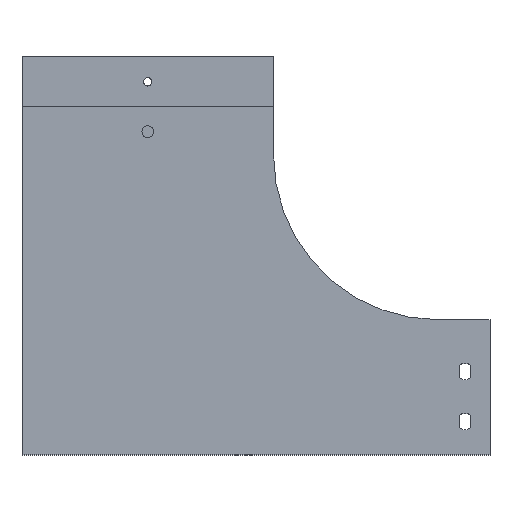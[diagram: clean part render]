
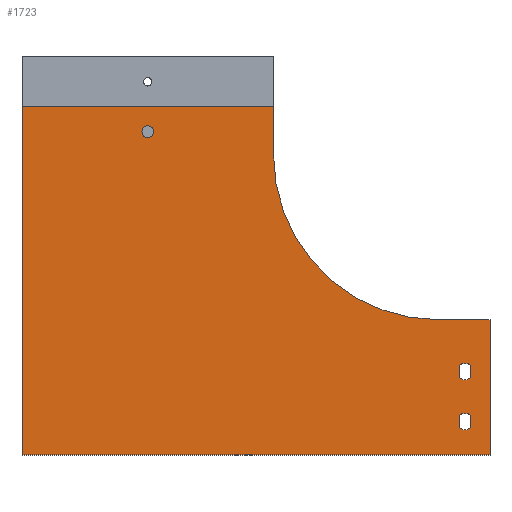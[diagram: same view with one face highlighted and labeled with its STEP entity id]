
A CAD part, top view. The second image highlights one B-rep face of the part: STEP entity #1723.
In plain terms, the highlighted planar face has unit normal (0, 0, 1).
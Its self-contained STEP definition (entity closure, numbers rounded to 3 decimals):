
#201 = EDGE_CURVE ( 'NONE', #518, #562, #789, .T. ) ;
#202 = EDGE_CURVE ( 'NONE', #562, #556, #798, .T. ) ;
#203 = EDGE_CURVE ( 'NONE', #556, #557, #786, .T. ) ;
#204 = EDGE_CURVE ( 'NONE', #557, #553, #785, .T. ) ;
#205 = EDGE_CURVE ( 'NONE', #553, #551, #783, .T. ) ;
#206 = EDGE_CURVE ( 'NONE', #551, #552, #780, .T. ) ;
#207 = EDGE_CURVE ( 'NONE', #552, #518, #778, .T. ) ;
#208 = EDGE_CURVE ( 'NONE', #548, #549, #777, .T. ) ;
#209 = EDGE_CURVE ( 'NONE', #559, #548, #775, .T. ) ;
#210 = EDGE_CURVE ( 'NONE', #550, #559, #773, .T. ) ;
#211 = EDGE_CURVE ( 'NONE', #549, #550, #772, .T. ) ;
#212 = EDGE_CURVE ( 'NONE', #560, #545, #770, .T. ) ;
#213 = EDGE_CURVE ( 'NONE', #520, #560, #769, .T. ) ;
#214 = EDGE_CURVE ( 'NONE', #541, #520, #767, .T. ) ;
#215 = EDGE_CURVE ( 'NONE', #545, #541, #766, .T. ) ;
#216 = EDGE_CURVE ( 'NONE', #717, #717, #764, .T. ) ;
#247 = AXIS2_PLACEMENT_3D ( 'NONE', #1360, #1366, #1369 ) ;
#338 = ORIENTED_EDGE ( 'NONE', *, *, #216, .T. ) ;
#387 = ORIENTED_EDGE ( 'NONE', *, *, #201, .T. ) ;
#390 = ORIENTED_EDGE ( 'NONE', *, *, #214, .F. ) ;
#391 = ORIENTED_EDGE ( 'NONE', *, *, #210, .F. ) ;
#392 = ORIENTED_EDGE ( 'NONE', *, *, #205, .T. ) ;
#393 = ORIENTED_EDGE ( 'NONE', *, *, #208, .F. ) ;
#400 = ORIENTED_EDGE ( 'NONE', *, *, #206, .T. ) ;
#401 = ORIENTED_EDGE ( 'NONE', *, *, #204, .T. ) ;
#404 = ORIENTED_EDGE ( 'NONE', *, *, #209, .F. ) ;
#422 = ORIENTED_EDGE ( 'NONE', *, *, #215, .F. ) ;
#423 = ORIENTED_EDGE ( 'NONE', *, *, #202, .T. ) ;
#424 = ORIENTED_EDGE ( 'NONE', *, *, #207, .T. ) ;
#425 = ORIENTED_EDGE ( 'NONE', *, *, #211, .F. ) ;
#426 = ORIENTED_EDGE ( 'NONE', *, *, #203, .T. ) ;
#427 = ORIENTED_EDGE ( 'NONE', *, *, #213, .F. ) ;
#428 = ORIENTED_EDGE ( 'NONE', *, *, #212, .F. ) ;
#435 = EDGE_LOOP ( 'NONE', ( #393, #404, #391, #425 ) ) ;
#451 = EDGE_LOOP ( 'NONE', ( #387, #423, #426, #401, #392, #400, #424 ) ) ;
#453 = EDGE_LOOP ( 'NONE', ( #338 ) ) ;
#461 = EDGE_LOOP ( 'NONE', ( #428, #427, #390, #422 ) ) ;
#518 = VERTEX_POINT ( 'NONE', #1561 ) ;
#520 = VERTEX_POINT ( 'NONE', #1570 ) ;
#541 = VERTEX_POINT ( 'NONE', #1535 ) ;
#545 = VERTEX_POINT ( 'NONE', #1531 ) ;
#548 = VERTEX_POINT ( 'NONE', #1528 ) ;
#549 = VERTEX_POINT ( 'NONE', #1527 ) ;
#550 = VERTEX_POINT ( 'NONE', #1526 ) ;
#551 = VERTEX_POINT ( 'NONE', #1525 ) ;
#552 = VERTEX_POINT ( 'NONE', #1524 ) ;
#553 = VERTEX_POINT ( 'NONE', #1523 ) ;
#556 = VERTEX_POINT ( 'NONE', #1520 ) ;
#557 = VERTEX_POINT ( 'NONE', #1518 ) ;
#559 = VERTEX_POINT ( 'NONE', #1515 ) ;
#560 = VERTEX_POINT ( 'NONE', #1514 ) ;
#562 = VERTEX_POINT ( 'NONE', #1512 ) ;
#667 = FACE_BOUND ( 'NONE', #453, .T. ) ;
#670 = FACE_BOUND ( 'NONE', #461, .T. ) ;
#671 = FACE_OUTER_BOUND ( 'NONE', #451, .T. ) ;
#674 = FACE_BOUND ( 'NONE', #435, .T. ) ;
#717 = VERTEX_POINT ( 'NONE', #1420 ) ;
#764 = CIRCLE ( 'NONE', #1123, 3.5 ) ;
#765 = VECTOR ( 'NONE', #1574, 1000. ) ;
#766 = CIRCLE ( 'NONE', #1124, 5. ) ;
#767 = LINE ( 'NONE', #1575, #765 ) ;
#768 = VECTOR ( 'NONE', #1579, 1000. ) ;
#769 = CIRCLE ( 'NONE', #1126, 5. ) ;
#770 = LINE ( 'NONE', #1580, #768 ) ;
#771 = VECTOR ( 'NONE', #1586, 1000. ) ;
#772 = CIRCLE ( 'NONE', #1127, 5. ) ;
#773 = LINE ( 'NONE', #1587, #771 ) ;
#774 = VECTOR ( 'NONE', #1581, 1000. ) ;
#775 = CIRCLE ( 'NONE', #1128, 5. ) ;
#776 = VECTOR ( 'NONE', #1600, 1000. ) ;
#777 = LINE ( 'NONE', #1582, #774 ) ;
#778 = LINE ( 'NONE', #1599, #776 ) ;
#779 = VECTOR ( 'NONE', #1588, 1000. ) ;
#780 = CIRCLE ( 'NONE', #1129, 99. ) ;
#781 = VECTOR ( 'NONE', #1590, 1000. ) ;
#783 = LINE ( 'NONE', #1589, #779 ) ;
#784 = VECTOR ( 'NONE', #1592, 1000. ) ;
#785 = LINE ( 'NONE', #1591, #781 ) ;
#786 = LINE ( 'NONE', #1593, #784 ) ;
#787 = VECTOR ( 'NONE', #1595, 1000. ) ;
#788 = VECTOR ( 'NONE', #1605, 1000. ) ;
#789 = LINE ( 'NONE', #1604, #787 ) ;
#798 = LINE ( 'NONE', #1594, #788 ) ;
#1123 = AXIS2_PLACEMENT_3D ( 'NONE', #1559, #1558, #1557 ) ;
#1124 = AXIS2_PLACEMENT_3D ( 'NONE', #1564, #1563, #1562 ) ;
#1126 = AXIS2_PLACEMENT_3D ( 'NONE', #1569, #1568, #1567 ) ;
#1127 = AXIS2_PLACEMENT_3D ( 'NONE', #1573, #1572, #1571 ) ;
#1128 = AXIS2_PLACEMENT_3D ( 'NONE', #1578, #1577, #1576 ) ;
#1129 = AXIS2_PLACEMENT_3D ( 'NONE', #1585, #1584, #1583 ) ;
#1360 = CARTESIAN_POINT ( 'NONE',  ( 250., 180., 1. ) ) ;
#1364 = PLANE ( 'NONE',  #247 ) ;
#1366 = DIRECTION ( 'NONE',  ( 0., 0., -1. ) ) ;
#1369 = DIRECTION ( 'NONE',  ( -1., 0., 0. ) ) ;
#1420 = CARTESIAN_POINT ( 'NONE',  ( 72., 194., 1. ) ) ;
#1512 = CARTESIAN_POINT ( 'NONE',  ( 0., 209., 1. ) ) ;
#1514 = CARTESIAN_POINT ( 'NONE',  ( 262.5, 53.571, 1. ) ) ;
#1515 = CARTESIAN_POINT ( 'NONE',  ( 269.5, 23.571, 1. ) ) ;
#1518 = CARTESIAN_POINT ( 'NONE',  ( 281., 0., 1. ) ) ;
#1520 = CARTESIAN_POINT ( 'NONE',  ( 0., 0., 1. ) ) ;
#1523 = CARTESIAN_POINT ( 'NONE',  ( 281., 81., 1. ) ) ;
#1524 = CARTESIAN_POINT ( 'NONE',  ( 151., 180., 1. ) ) ;
#1525 = CARTESIAN_POINT ( 'NONE',  ( 250., 81., 1. ) ) ;
#1526 = CARTESIAN_POINT ( 'NONE',  ( 269.5, 16.429, 1. ) ) ;
#1527 = CARTESIAN_POINT ( 'NONE',  ( 262.5, 16.429, 1. ) ) ;
#1528 = CARTESIAN_POINT ( 'NONE',  ( 262.5, 23.571, 1. ) ) ;
#1531 = CARTESIAN_POINT ( 'NONE',  ( 262.5, 46.429, 1. ) ) ;
#1535 = CARTESIAN_POINT ( 'NONE',  ( 269.5, 46.429, 1. ) ) ;
#1557 = DIRECTION ( 'NONE',  ( -1., 0., 0. ) ) ;
#1558 = DIRECTION ( 'NONE',  ( 0., 0., -1. ) ) ;
#1559 = CARTESIAN_POINT ( 'NONE',  ( 75.5, 194., 1. ) ) ;
#1561 = CARTESIAN_POINT ( 'NONE',  ( 151., 209., 1. ) ) ;
#1562 = DIRECTION ( 'NONE',  ( 1., 0., 0. ) ) ;
#1563 = DIRECTION ( 'NONE',  ( 0., 0., 1. ) ) ;
#1564 = CARTESIAN_POINT ( 'NONE',  ( 266., 50., 1. ) ) ;
#1567 = DIRECTION ( 'NONE',  ( 1., 0., 0. ) ) ;
#1568 = DIRECTION ( 'NONE',  ( 0., 0., 1. ) ) ;
#1569 = CARTESIAN_POINT ( 'NONE',  ( 266., 50., 1. ) ) ;
#1570 = CARTESIAN_POINT ( 'NONE',  ( 269.5, 53.571, 1. ) ) ;
#1571 = DIRECTION ( 'NONE',  ( 1., 0., 0. ) ) ;
#1572 = DIRECTION ( 'NONE',  ( 0., 0., 1. ) ) ;
#1573 = CARTESIAN_POINT ( 'NONE',  ( 266., 20., 1. ) ) ;
#1574 = DIRECTION ( 'NONE',  ( 0., 1., 0. ) ) ;
#1575 = CARTESIAN_POINT ( 'NONE',  ( 269.5, 46.429, 1. ) ) ;
#1576 = DIRECTION ( 'NONE',  ( 1., 0., 0. ) ) ;
#1577 = DIRECTION ( 'NONE',  ( 0., 0., 1. ) ) ;
#1578 = CARTESIAN_POINT ( 'NONE',  ( 266., 20., 1. ) ) ;
#1579 = DIRECTION ( 'NONE',  ( 0., -1., 0. ) ) ;
#1580 = CARTESIAN_POINT ( 'NONE',  ( 262.5, 46.429, 1. ) ) ;
#1581 = DIRECTION ( 'NONE',  ( 0., -1., 0. ) ) ;
#1582 = CARTESIAN_POINT ( 'NONE',  ( 262.5, 16.429, 1. ) ) ;
#1583 = DIRECTION ( 'NONE',  ( 1., 0., 0. ) ) ;
#1584 = DIRECTION ( 'NONE',  ( 0., 0., -1. ) ) ;
#1585 = CARTESIAN_POINT ( 'NONE',  ( 250., 180., 1. ) ) ;
#1586 = DIRECTION ( 'NONE',  ( 0., 1., 0. ) ) ;
#1587 = CARTESIAN_POINT ( 'NONE',  ( 269.5, 16.429, 1. ) ) ;
#1588 = DIRECTION ( 'NONE',  ( -1., 0., 0. ) ) ;
#1589 = CARTESIAN_POINT ( 'NONE',  ( 281., 81., 1. ) ) ;
#1590 = DIRECTION ( 'NONE',  ( 0., 1., 0. ) ) ;
#1591 = CARTESIAN_POINT ( 'NONE',  ( 281., 0., 1. ) ) ;
#1592 = DIRECTION ( 'NONE',  ( 1., 0., 0. ) ) ;
#1593 = CARTESIAN_POINT ( 'NONE',  ( 0., 0., 1. ) ) ;
#1594 = CARTESIAN_POINT ( 'NONE',  ( 0., 209., 1. ) ) ;
#1595 = DIRECTION ( 'NONE',  ( -1., 0., 0. ) ) ;
#1599 = CARTESIAN_POINT ( 'NONE',  ( 151., 180., 1. ) ) ;
#1600 = DIRECTION ( 'NONE',  ( 0., 1., 0. ) ) ;
#1604 = CARTESIAN_POINT ( 'NONE',  ( 150., 209., 1. ) ) ;
#1605 = DIRECTION ( 'NONE',  ( 0., -1., 0. ) ) ;
#1723 = ADVANCED_FACE ( 'NONE', ( #671, #674, #670, #667 ), #1364, .F. ) ;
